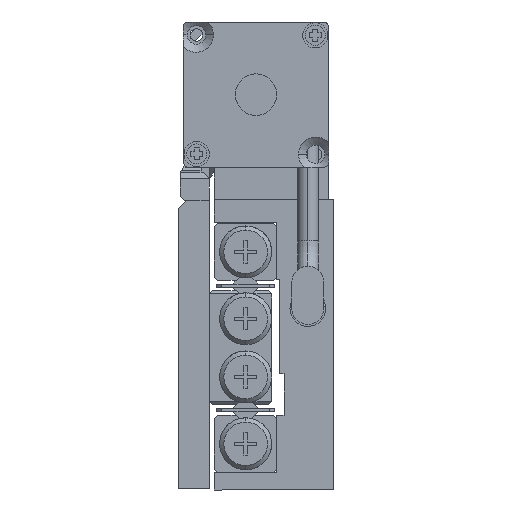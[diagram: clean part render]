
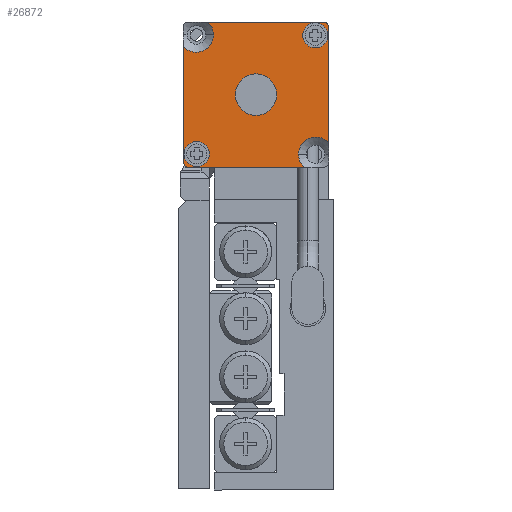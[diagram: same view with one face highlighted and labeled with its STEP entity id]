
A CAD part, left-side view. The second image highlights one B-rep face of the part: STEP entity #26872.
In plain terms, the highlighted face is planar.
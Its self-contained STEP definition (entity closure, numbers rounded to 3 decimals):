
#131 = FACE_OUTER_BOUND ( 'NONE', #39886, .T. ) ;
#186 = CIRCLE ( 'NONE', #23181, 2. ) ;
#792 = CARTESIAN_POINT ( 'NONE',  ( 14., 0., 30. ) ) ;
#823 = CARTESIAN_POINT ( 'NONE',  ( 13.5, -0.5, 30. ) ) ;
#922 = DIRECTION ( 'NONE',  ( 0., 0., -1. ) ) ;
#1343 = ORIENTED_EDGE ( 'NONE', *, *, #22519, .F. ) ;
#1453 = CARTESIAN_POINT ( 'NONE',  ( 1.25, -1.25, 30. ) ) ;
#1476 = CARTESIAN_POINT ( 'NONE',  ( 5., -7., 30. ) ) ;
#1655 = ORIENTED_EDGE ( 'NONE', *, *, #5866, .F. ) ;
#2079 = VERTEX_POINT ( 'NONE', #41206 ) ;
#2082 = CARTESIAN_POINT ( 'NONE',  ( 7., -7., 30. ) ) ;
#2121 = EDGE_CURVE ( 'NONE', #31908, #15660, #43048, .T. ) ;
#2224 = CIRCLE ( 'NONE', #21056, 2. ) ;
#2287 = VERTEX_POINT ( 'NONE', #9619 ) ;
#2987 = DIRECTION ( 'NONE',  ( 0., 0., 1. ) ) ;
#3288 = VERTEX_POINT ( 'NONE', #14502 ) ;
#3352 = CIRCLE ( 'NONE', #20775, 1.664 ) ;
#3377 = ORIENTED_EDGE ( 'NONE', *, *, #4391, .T. ) ;
#3413 = ORIENTED_EDGE ( 'NONE', *, *, #39000, .T. ) ;
#3839 = LINE ( 'NONE', #10605, #40082 ) ;
#4150 = DIRECTION ( 'NONE',  ( 1., 0., 0. ) ) ;
#4167 = DIRECTION ( 'NONE',  ( 1., 0., 0. ) ) ;
#4262 = CARTESIAN_POINT ( 'NONE',  ( 2.499, -12.714, 30. ) ) ;
#4391 = EDGE_CURVE ( 'NONE', #31564, #2287, #3839, .T. ) ;
#4540 = DIRECTION ( 'NONE',  ( 0., 0., 1. ) ) ;
#4991 = CIRCLE ( 'NONE', #5671, 1.213 ) ;
#5310 = CARTESIAN_POINT ( 'NONE',  ( 7., -7., 30. ) ) ;
#5403 = CARTESIAN_POINT ( 'NONE',  ( 2.914, -1.25, 30. ) ) ;
#5650 = ORIENTED_EDGE ( 'NONE', *, *, #42293, .F. ) ;
#5671 = AXIS2_PLACEMENT_3D ( 'NONE', #31155, #4540, #17845 ) ;
#5849 = CIRCLE ( 'NONE', #18403, 1.664 ) ;
#5866 = EDGE_CURVE ( 'NONE', #17760, #21122, #186, .T. ) ;
#6238 = CARTESIAN_POINT ( 'NONE',  ( 0., 0., 30. ) ) ;
#6348 = CARTESIAN_POINT ( 'NONE',  ( 13.927, -1.286, 30. ) ) ;
#6579 = DIRECTION ( 'NONE',  ( 1., 0., 0. ) ) ;
#7015 = DIRECTION ( 'NONE',  ( 0., 0., -1. ) ) ;
#7441 = DIRECTION ( 'NONE',  ( 0., 0., 1. ) ) ;
#7683 = AXIS2_PLACEMENT_3D ( 'NONE', #6238, #2987, #13013 ) ;
#8047 = DIRECTION ( 'NONE',  ( 1., 0., 0. ) ) ;
#8541 = AXIS2_PLACEMENT_3D ( 'NONE', #38478, #8601, #34776 ) ;
#8601 = DIRECTION ( 'NONE',  ( 0., 0., 1. ) ) ;
#9288 = DIRECTION ( 'NONE',  ( 0., 0., 1. ) ) ;
#9619 = CARTESIAN_POINT ( 'NONE',  ( 2.348, 0., 30. ) ) ;
#9735 = ORIENTED_EDGE ( 'NONE', *, *, #10642, .F. ) ;
#10063 = CARTESIAN_POINT ( 'NONE',  ( 0., -14., 30. ) ) ;
#10226 = ORIENTED_EDGE ( 'NONE', *, *, #21530, .T. ) ;
#10342 = CARTESIAN_POINT ( 'NONE',  ( 11.652, -14., 30. ) ) ;
#10605 = CARTESIAN_POINT ( 'NONE',  ( 0., 0., 30. ) ) ;
#10642 = EDGE_CURVE ( 'NONE', #26444, #12978, #4991, .T. ) ;
#10971 = VERTEX_POINT ( 'NONE', #4262 ) ;
#11032 = LINE ( 'NONE', #14751, #29691 ) ;
#11254 = DIRECTION ( 'NONE',  ( 0., -1., 0. ) ) ;
#11615 = DIRECTION ( 'NONE',  ( 0., 0., 1. ) ) ;
#11721 = ORIENTED_EDGE ( 'NONE', *, *, #42299, .T. ) ;
#12114 = CARTESIAN_POINT ( 'NONE',  ( 0.5, -14., 30. ) ) ;
#12274 = CARTESIAN_POINT ( 'NONE',  ( 1.25, -1.25, 30. ) ) ;
#12407 = AXIS2_PLACEMENT_3D ( 'NONE', #20544, #7015, #4167 ) ;
#12746 = CIRCLE ( 'NONE', #30840, 0.5 ) ;
#12978 = VERTEX_POINT ( 'NONE', #17264 ) ;
#13013 = DIRECTION ( 'NONE',  ( 1., 0., 0. ) ) ;
#13426 = AXIS2_PLACEMENT_3D ( 'NONE', #27550, #922, #34501 ) ;
#13762 = LINE ( 'NONE', #10063, #41984 ) ;
#13990 = DIRECTION ( 'NONE',  ( 1., 0., 0. ) ) ;
#14002 = ORIENTED_EDGE ( 'NONE', *, *, #30068, .T. ) ;
#14441 = EDGE_CURVE ( 'NONE', #15492, #15660, #13762, .T. ) ;
#14502 = CARTESIAN_POINT ( 'NONE',  ( 0., -2.348, 30. ) ) ;
#14722 = CIRCLE ( 'NONE', #28621, 1.664 ) ;
#14751 = CARTESIAN_POINT ( 'NONE',  ( 0., 0., 30. ) ) ;
#14765 = DIRECTION ( 'NONE',  ( 1., 0., 0. ) ) ;
#15168 = ORIENTED_EDGE ( 'NONE', *, *, #21119, .F. ) ;
#15492 = VERTEX_POINT ( 'NONE', #12114 ) ;
#15660 = VERTEX_POINT ( 'NONE', #10342 ) ;
#16463 = CARTESIAN_POINT ( 'NONE',  ( 12.75, -12.75, 30. ) ) ;
#16670 = DIRECTION ( 'NONE',  ( 0., 0., 1. ) ) ;
#16703 = EDGE_CURVE ( 'NONE', #42938, #2287, #3352, .T. ) ;
#17209 = VERTEX_POINT ( 'NONE', #32583 ) ;
#17264 = CARTESIAN_POINT ( 'NONE',  ( 11.501, -1.286, 30. ) ) ;
#17555 = CIRCLE ( 'NONE', #13426, 1.213 ) ;
#17760 = VERTEX_POINT ( 'NONE', #1476 ) ;
#17845 = DIRECTION ( 'NONE',  ( 1., 0., 0. ) ) ;
#18032 = AXIS2_PLACEMENT_3D ( 'NONE', #20964, #20738, #4150 ) ;
#18403 = AXIS2_PLACEMENT_3D ( 'NONE', #16463, #16670, #43019 ) ;
#19352 = EDGE_CURVE ( 'NONE', #2079, #34666, #23492, .T. ) ;
#19693 = EDGE_LOOP ( 'NONE', ( #1655, #15168 ) ) ;
#20194 = FACE_BOUND ( 'NONE', #40203, .T. ) ;
#20544 = CARTESIAN_POINT ( 'NONE',  ( 1.286, -12.714, 30. ) ) ;
#20673 = DIRECTION ( 'NONE',  ( 1., 0., 0. ) ) ;
#20735 = VERTEX_POINT ( 'NONE', #21734 ) ;
#20738 = DIRECTION ( 'NONE',  ( 0., 0., 1. ) ) ;
#20775 = AXIS2_PLACEMENT_3D ( 'NONE', #1453, #31572, #14765 ) ;
#20964 = CARTESIAN_POINT ( 'NONE',  ( 12.75, -12.75, 30. ) ) ;
#21056 = AXIS2_PLACEMENT_3D ( 'NONE', #5310, #37819, #21263 ) ;
#21119 = EDGE_CURVE ( 'NONE', #21122, #17760, #2224, .T. ) ;
#21122 = VERTEX_POINT ( 'NONE', #38038 ) ;
#21263 = DIRECTION ( 'NONE',  ( 1., 0., 0. ) ) ;
#21442 = CARTESIAN_POINT ( 'NONE',  ( 13.5, 0., 30. ) ) ;
#21530 = EDGE_CURVE ( 'NONE', #17209, #10971, #17555, .T. ) ;
#21734 = CARTESIAN_POINT ( 'NONE',  ( 0., -13.5, 30. ) ) ;
#21829 = CARTESIAN_POINT ( 'NONE',  ( 11.086, -12.75, 30. ) ) ;
#22196 = CIRCLE ( 'NONE', #25665, 1.213 ) ;
#22502 = CIRCLE ( 'NONE', #8541, 0.5 ) ;
#22519 = EDGE_CURVE ( 'NONE', #2079, #31908, #5849, .T. ) ;
#22826 = FACE_BOUND ( 'NONE', #19693, .T. ) ;
#23181 = AXIS2_PLACEMENT_3D ( 'NONE', #2082, #9288, #8047 ) ;
#23492 = LINE ( 'NONE', #792, #29367 ) ;
#23923 = DIRECTION ( 'NONE',  ( -1., 0., 0. ) ) ;
#25665 = AXIS2_PLACEMENT_3D ( 'NONE', #26880, #7441, #13990 ) ;
#26412 = CARTESIAN_POINT ( 'NONE',  ( 14., -0.5, 30. ) ) ;
#26444 = VERTEX_POINT ( 'NONE', #6348 ) ;
#26872 = ADVANCED_FACE ( 'NONE', ( #20194, #131, #22826, #36106 ), #43059, .T. ) ;
#26880 = CARTESIAN_POINT ( 'NONE',  ( 12.714, -1.286, 30. ) ) ;
#27550 = CARTESIAN_POINT ( 'NONE',  ( 1.286, -12.714, 30. ) ) ;
#27586 = ORIENTED_EDGE ( 'NONE', *, *, #28726, .F. ) ;
#27891 = ORIENTED_EDGE ( 'NONE', *, *, #36484, .T. ) ;
#28621 = AXIS2_PLACEMENT_3D ( 'NONE', #12274, #11615, #31916 ) ;
#28726 = EDGE_CURVE ( 'NONE', #3288, #42938, #14722, .T. ) ;
#28997 = ORIENTED_EDGE ( 'NONE', *, *, #19352, .T. ) ;
#29367 = VECTOR ( 'NONE', #33537, 1000. ) ;
#29691 = VECTOR ( 'NONE', #11254, 1000. ) ;
#30068 = EDGE_CURVE ( 'NONE', #20735, #15492, #22502, .T. ) ;
#30840 = AXIS2_PLACEMENT_3D ( 'NONE', #823, #37241, #20673 ) ;
#31155 = CARTESIAN_POINT ( 'NONE',  ( 12.714, -1.286, 30. ) ) ;
#31564 = VERTEX_POINT ( 'NONE', #21442 ) ;
#31572 = DIRECTION ( 'NONE',  ( 0., 0., 1. ) ) ;
#31908 = VERTEX_POINT ( 'NONE', #21829 ) ;
#31916 = DIRECTION ( 'NONE',  ( 1., 0., 0. ) ) ;
#32583 = CARTESIAN_POINT ( 'NONE',  ( 0.073, -12.714, 30. ) ) ;
#33537 = DIRECTION ( 'NONE',  ( 0., 1., 0. ) ) ;
#34501 = DIRECTION ( 'NONE',  ( 1., 0., 0. ) ) ;
#34629 = ORIENTED_EDGE ( 'NONE', *, *, #16703, .F. ) ;
#34666 = VERTEX_POINT ( 'NONE', #26412 ) ;
#34776 = DIRECTION ( 'NONE',  ( 1., 0., 0. ) ) ;
#36106 = FACE_BOUND ( 'NONE', #38544, .T. ) ;
#36484 = EDGE_CURVE ( 'NONE', #34666, #31564, #12746, .T. ) ;
#37241 = DIRECTION ( 'NONE',  ( 0., 0., 1. ) ) ;
#37819 = DIRECTION ( 'NONE',  ( 0., 0., 1. ) ) ;
#38038 = CARTESIAN_POINT ( 'NONE',  ( 9., -7., 30. ) ) ;
#38271 = ORIENTED_EDGE ( 'NONE', *, *, #14441, .T. ) ;
#38478 = CARTESIAN_POINT ( 'NONE',  ( 0.5, -13.5, 30. ) ) ;
#38544 = EDGE_LOOP ( 'NONE', ( #11721, #10226 ) ) ;
#38716 = ORIENTED_EDGE ( 'NONE', *, *, #2121, .F. ) ;
#38896 = CIRCLE ( 'NONE', #12407, 1.213 ) ;
#39000 = EDGE_CURVE ( 'NONE', #3288, #20735, #11032, .T. ) ;
#39886 = EDGE_LOOP ( 'NONE', ( #27586, #3413, #14002, #38271, #38716, #1343, #28997, #27891, #3377, #34629 ) ) ;
#40082 = VECTOR ( 'NONE', #23923, 1000. ) ;
#40203 = EDGE_LOOP ( 'NONE', ( #9735, #5650 ) ) ;
#41206 = CARTESIAN_POINT ( 'NONE',  ( 14., -11.652, 30. ) ) ;
#41984 = VECTOR ( 'NONE', #6579, 1000. ) ;
#42293 = EDGE_CURVE ( 'NONE', #12978, #26444, #22196, .T. ) ;
#42299 = EDGE_CURVE ( 'NONE', #10971, #17209, #38896, .T. ) ;
#42938 = VERTEX_POINT ( 'NONE', #5403 ) ;
#43019 = DIRECTION ( 'NONE',  ( 1., 0., 0. ) ) ;
#43048 = CIRCLE ( 'NONE', #18032, 1.664 ) ;
#43059 = PLANE ( 'NONE',  #7683 ) ;
